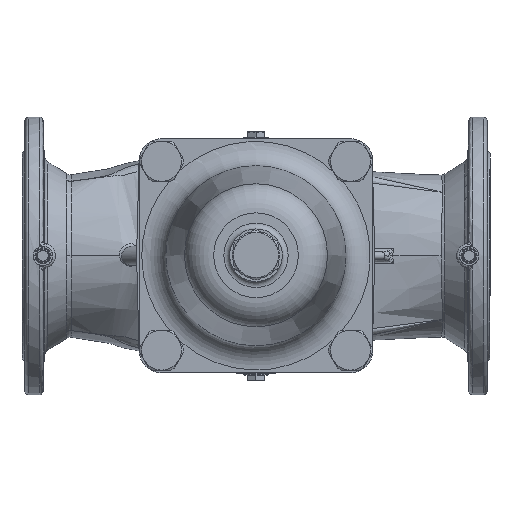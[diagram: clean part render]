
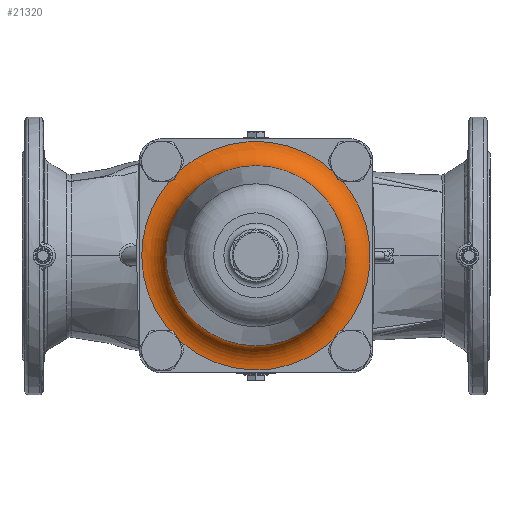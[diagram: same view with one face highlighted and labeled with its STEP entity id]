
A CAD part, top view. The second image highlights one B-rep face of the part: STEP entity #21320.
In plain terms, the highlighted toroidal (fillet/blend) face has major radius 117.21 mm and minor radius 25 mm.
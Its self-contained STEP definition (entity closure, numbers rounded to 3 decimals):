
#515=TOROIDAL_SURFACE('',#22881,117.21,25.);
#961=FACE_BOUND('',#6062,.T.);
#1221=B_SPLINE_CURVE_WITH_KNOTS('',3,(#31404,#31405,#31406,#31407),
 .UNSPECIFIED.,.F.,.F.,(4,4),(34.192,35.045),
 .UNSPECIFIED.);
#1222=B_SPLINE_CURVE_WITH_KNOTS('',3,(#31463,#31464,#31465,#31466),
 .UNSPECIFIED.,.F.,.F.,(4,4),(13.22,13.373),
 .UNSPECIFIED.);
#1223=B_SPLINE_CURVE_WITH_KNOTS('',3,(#31533,#31534,#31535,#31536,#31537,
#31538),.UNSPECIFIED.,.F.,.F.,(4,2,4),(-0.403,-0.205,
0.),.UNSPECIFIED.);
#4612=FACE_OUTER_BOUND('',#6061,.T.);
#6061=EDGE_LOOP('',(#14008,#14009,#14010,#14011));
#6062=EDGE_LOOP('',(#14012));
#7656=CIRCLE('',#22882,117.21);
#7657=CIRCLE('',#22883,92.305);
#8619=VERTEX_POINT('',#31402);
#8620=VERTEX_POINT('',#31403);
#8638=VERTEX_POINT('',#31461);
#8639=VERTEX_POINT('',#31462);
#8654=VERTEX_POINT('',#31548);
#10603=EDGE_CURVE('',#8619,#8620,#1221,.T.);
#10622=EDGE_CURVE('',#8638,#8639,#1222,.T.);
#10652=EDGE_CURVE('',#8620,#8638,#1223,.T.);
#10656=EDGE_CURVE('',#8639,#8619,#7656,.T.);
#10657=EDGE_CURVE('',#8654,#8654,#7657,.T.);
#14008=ORIENTED_EDGE('',*,*,#10603,.T.);
#14009=ORIENTED_EDGE('',*,*,#10652,.T.);
#14010=ORIENTED_EDGE('',*,*,#10622,.T.);
#14011=ORIENTED_EDGE('',*,*,#10656,.T.);
#14012=ORIENTED_EDGE('',*,*,#10657,.F.);
#21320=ADVANCED_FACE('',(#4612,#961),#515,.F.);
#22881=AXIS2_PLACEMENT_3D('',#31546,#25338,#25339);
#22882=AXIS2_PLACEMENT_3D('',#31547,#25340,#25341);
#22883=AXIS2_PLACEMENT_3D('',#31549,#25342,#25343);
#25338=DIRECTION('center_axis',(0.,0.,
1.));
#25339=DIRECTION('ref_axis',(-1.,0.,0.));
#25340=DIRECTION('center_axis',(0.,0.,
1.));
#25341=DIRECTION('ref_axis',(-1.,0.,0.));
#25342=DIRECTION('center_axis',(0.,0.,
1.));
#25343=DIRECTION('ref_axis',(-1.,0.,0.));
#31402=CARTESIAN_POINT('',(-79.301,86.31,288.41));
#31403=CARTESIAN_POINT('',(-83.877,78.385,288.526));
#31404=CARTESIAN_POINT('Ctrl Pts',(-79.301,86.31,288.41));
#31405=CARTESIAN_POINT('Ctrl Pts',(-80.723,83.848,288.41));
#31406=CARTESIAN_POINT('Ctrl Pts',(-82.39,80.96,288.461));
#31407=CARTESIAN_POINT('Ctrl Pts',(-83.877,78.385,288.526));
#31461=CARTESIAN_POINT('',(-87.36,76.374,288.437));
#31462=CARTESIAN_POINT('',(-88.911,76.374,288.41));
#31463=CARTESIAN_POINT('Ctrl Pts',(-87.36,76.374,288.437));
#31464=CARTESIAN_POINT('Ctrl Pts',(-87.886,76.374,288.419));
#31465=CARTESIAN_POINT('Ctrl Pts',(-88.404,76.374,288.41));
#31466=CARTESIAN_POINT('Ctrl Pts',(-88.911,76.374,288.41));
#31533=CARTESIAN_POINT('Ctrl Pts',(-83.877,78.385,288.526));
#31534=CARTESIAN_POINT('Ctrl Pts',(-84.416,78.006,288.513));
#31535=CARTESIAN_POINT('Ctrl Pts',(-84.971,77.651,288.498));
#31536=CARTESIAN_POINT('Ctrl Pts',(-86.132,76.978,288.467));
#31537=CARTESIAN_POINT('Ctrl Pts',(-86.739,76.662,288.45));
#31538=CARTESIAN_POINT('Ctrl Pts',(-87.36,76.374,288.437));
#31546=CARTESIAN_POINT('Origin',(0.,0.,
313.41));
#31547=CARTESIAN_POINT('Origin',(0.,0.,
288.41));
#31548=CARTESIAN_POINT('',(-92.305,0.,311.231));
#31549=CARTESIAN_POINT('Origin',(0.,0.,
311.231));
